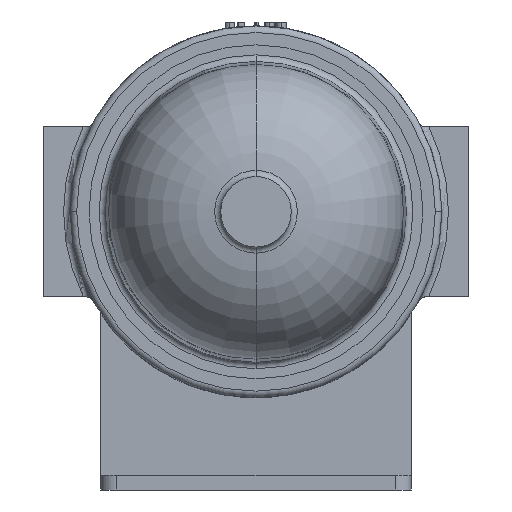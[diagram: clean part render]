
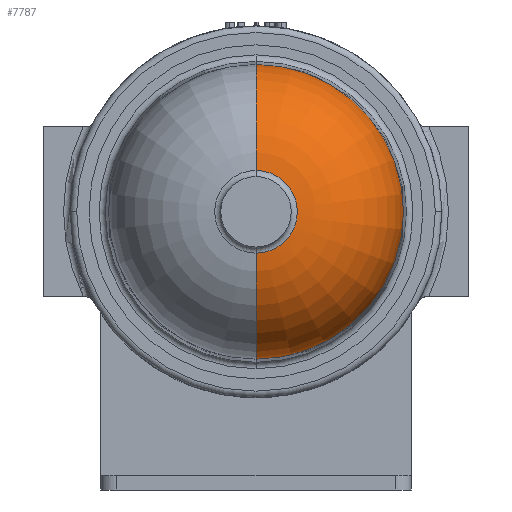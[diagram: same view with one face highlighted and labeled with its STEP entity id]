
A CAD part, front view. The second image highlights one B-rep face of the part: STEP entity #7787.
In plain terms, the highlighted toroidal (fillet/blend) face has major radius 10.582 mm and minor radius 34.431 mm.
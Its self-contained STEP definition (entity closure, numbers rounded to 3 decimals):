
#242 = CARTESIAN_POINT ( 'NONE',  ( 0., -87.07, -10.582 ) ) ;
#290 = CARTESIAN_POINT ( 'NONE',  ( 0., -121.439, 12.631 ) ) ;
#659 = DIRECTION ( 'NONE',  ( 0., 0., -1. ) ) ;
#925 = AXIS2_PLACEMENT_3D ( 'NONE', #9719, #5182, #659 ) ;
#956 = EDGE_CURVE ( 'NONE', #4377, #2133, #5481, .T. ) ;
#995 = DIRECTION ( 'NONE',  ( 0., 0., 1. ) ) ;
#997 = EDGE_LOOP ( 'NONE', ( #5755, #1378, #1967, #1606 ) ) ;
#1043 = TOROIDAL_SURFACE ( 'NONE', #1770, 10.582, 34.431 ) ;
#1378 = ORIENTED_EDGE ( 'NONE', *, *, #4095, .T. ) ;
#1606 = ORIENTED_EDGE ( 'NONE', *, *, #8454, .F. ) ;
#1751 = FACE_OUTER_BOUND ( 'NONE', #997, .T. ) ;
#1770 = AXIS2_PLACEMENT_3D ( 'NONE', #9175, #3918, #9212 ) ;
#1845 = AXIS2_PLACEMENT_3D ( 'NONE', #8799, #4267, #9551 ) ;
#1967 = ORIENTED_EDGE ( 'NONE', *, *, #956, .T. ) ;
#2133 = VERTEX_POINT ( 'NONE', #9055 ) ;
#2142 = CARTESIAN_POINT ( 'NONE',  ( 0., -121.439, 0. ) ) ;
#2905 = DIRECTION ( 'NONE',  ( 0., 0., 1. ) ) ;
#3435 = AXIS2_PLACEMENT_3D ( 'NONE', #242, #5513, #995 ) ;
#3835 = AXIS2_PLACEMENT_3D ( 'NONE', #2142, #7411, #2905 ) ;
#3918 = DIRECTION ( 'NONE',  ( 0., -1., 0. ) ) ;
#3962 = CIRCLE ( 'NONE', #1845, 45. ) ;
#4063 = VERTEX_POINT ( 'NONE', #8145 ) ;
#4095 = EDGE_CURVE ( 'NONE', #6198, #4377, #6189, .T. ) ;
#4120 = CIRCLE ( 'NONE', #3435, 34.431 ) ;
#4267 = DIRECTION ( 'NONE',  ( 0., -1., 0. ) ) ;
#4377 = VERTEX_POINT ( 'NONE', #290 ) ;
#5182 = DIRECTION ( 'NONE',  ( 1., 0., 0. ) ) ;
#5481 = CIRCLE ( 'NONE', #3835, 12.631 ) ;
#5513 = DIRECTION ( 'NONE',  ( -1., 0., 0. ) ) ;
#5755 = ORIENTED_EDGE ( 'NONE', *, *, #9526, .T. ) ;
#6189 = CIRCLE ( 'NONE', #925, 34.431 ) ;
#6198 = VERTEX_POINT ( 'NONE', #6757 ) ;
#6757 = CARTESIAN_POINT ( 'NONE',  ( 0., -88., 45. ) ) ;
#7411 = DIRECTION ( 'NONE',  ( 0., 1., 0. ) ) ;
#7787 = ADVANCED_FACE ( 'NONE', ( #1751 ), #1043, .T. ) ;
#8145 = CARTESIAN_POINT ( 'NONE',  ( 0., -88., -45. ) ) ;
#8454 = EDGE_CURVE ( 'NONE', #4063, #2133, #4120, .T. ) ;
#8799 = CARTESIAN_POINT ( 'NONE',  ( 0., -88., 0. ) ) ;
#9055 = CARTESIAN_POINT ( 'NONE',  ( 0., -121.439, -12.631 ) ) ;
#9175 = CARTESIAN_POINT ( 'NONE',  ( 0., -87.07, 0. ) ) ;
#9212 = DIRECTION ( 'NONE',  ( 0., 0., -1. ) ) ;
#9526 = EDGE_CURVE ( 'NONE', #4063, #6198, #3962, .T. ) ;
#9551 = DIRECTION ( 'NONE',  ( 0., 0., -1. ) ) ;
#9719 = CARTESIAN_POINT ( 'NONE',  ( 0., -87.07, 10.582 ) ) ;
